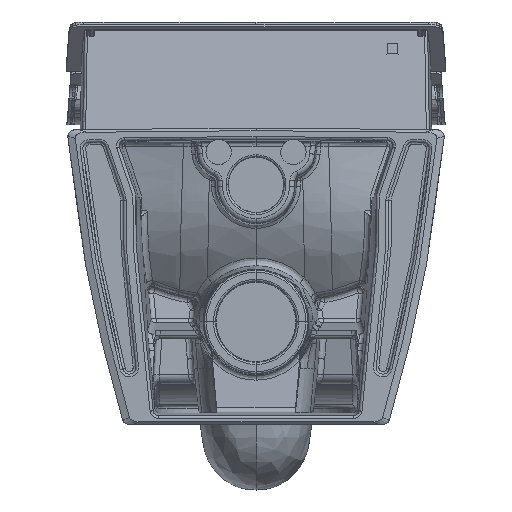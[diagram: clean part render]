
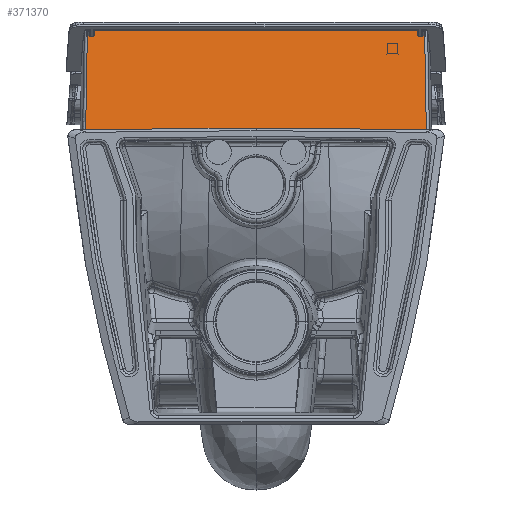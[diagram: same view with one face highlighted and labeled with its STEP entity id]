
A CAD part, left-side view. The second image highlights one B-rep face of the part: STEP entity #371370.
In plain terms, the highlighted face is planar.
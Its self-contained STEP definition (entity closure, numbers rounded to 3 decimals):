
#316096=CARTESIAN_POINT('',(105.207,159.2,67.218));
#316097=VERTEX_POINT('',#316096);
#316113=CARTESIAN_POINT('',(105.207,-159.2,67.218));
#316114=VERTEX_POINT('',#316113);
#316122=CARTESIAN_POINT('',(105.207,159.2,67.218));
#316123=DIRECTION('',(0.0,-1.0,0.0));
#316124=VECTOR('',#316123,318.4);
#316125=LINE('',#316122,#316124);
#316126=EDGE_CURVE('',#316114,#316097,#316125,.F.);
#321143=CARTESIAN_POINT('',(121.391,-167.707,-31.02));
#321144=VERTEX_POINT('',#321143);
#321145=CARTESIAN_POINT('',(106.201,-166.121,61.182));
#321146=VERTEX_POINT('',#321145);
#321147=CARTESIAN_POINT('',(121.391,-167.707,-31.02));
#321148=CARTESIAN_POINT('',(116.328,-167.178,-0.286));
#321149=CARTESIAN_POINT('',(111.265,-166.649,30.448));
#321150=CARTESIAN_POINT('',(106.201,-166.121,61.182));
#321151=B_SPLINE_CURVE_WITH_KNOTS('',3,(#321147,#321148,#321149,#321150),.UNSPECIFIED.,.F.,.U.,(4,4),(27.843,121.301),.UNSPECIFIED.);
#321152=EDGE_CURVE('',#321144,#321146,#321151,.T.);
#324537=CARTESIAN_POINT('',(121.391,167.707,-31.02));
#324538=VERTEX_POINT('',#324537);
#324552=CARTESIAN_POINT('',(121.391,167.707,-31.02));
#324553=DIRECTION('',(0.,-1.0,0.0));
#324554=VECTOR('',#324553,335.415);
#324555=LINE('',#324552,#324554);
#324556=EDGE_CURVE('',#324538,#321144,#324555,.T.);
#326839=CARTESIAN_POINT('',(106.201,166.121,61.182));
#326840=VERTEX_POINT('',#326839);
#326996=CARTESIAN_POINT('',(106.224,165.5,61.044));
#326997=VERTEX_POINT('',#326996);
#327007=CARTESIAN_POINT('',(105.97,165.5,62.585));
#327008=DIRECTION('',(-0.987,0.,-0.163));
#327009=DIRECTION('',(0.163,-0.003,-0.987));
#327010=AXIS2_PLACEMENT_3D('',#327007,#327008,#327009);
#327011=ELLIPSE('',#327010,1.562,1.499);
#327012=EDGE_CURVE('',#326997,#326840,#327011,.F.);
#332938=CARTESIAN_POINT('',(106.224,160.7,61.044));
#332939=VERTEX_POINT('',#332938);
#332948=CARTESIAN_POINT('',(106.224,165.5,61.044));
#332949=DIRECTION('',(0.0,-1.0,0.0));
#332950=VECTOR('',#332949,4.8);
#332951=LINE('',#332948,#332950);
#332952=EDGE_CURVE('',#332939,#326997,#332951,.F.);
#346836=CARTESIAN_POINT('',(105.97,159.2,62.587));
#346837=VERTEX_POINT('',#346836);
#346838=CARTESIAN_POINT('',(105.97,159.2,62.587));
#346839=DIRECTION('',(-0.163,0.0,0.987));
#346840=VECTOR('',#346839,4.693);
#346841=LINE('',#346838,#346840);
#346842=EDGE_CURVE('',#316097,#346837,#346841,.F.);
#346869=CARTESIAN_POINT('',(106.224,-165.5,61.044));
#346870=VERTEX_POINT('',#346869);
#346879=CARTESIAN_POINT('',(106.224,-160.7,61.044));
#346880=VERTEX_POINT('',#346879);
#346881=CARTESIAN_POINT('',(106.224,-160.7,61.044));
#346882=DIRECTION('',(0.0,-1.0,0.0));
#346883=VECTOR('',#346882,4.8);
#346884=LINE('',#346881,#346883);
#346885=EDGE_CURVE('',#346870,#346880,#346884,.F.);
#346979=CARTESIAN_POINT('',(105.97,-159.2,62.587));
#346980=VERTEX_POINT('',#346979);
#347002=CARTESIAN_POINT('',(105.97,-159.2,62.587));
#347003=CARTESIAN_POINT('',(106.011,-159.2,62.336));
#347004=CARTESIAN_POINT('',(106.052,-159.249,62.086));
#347005=CARTESIAN_POINT('',(106.092,-159.348,61.847));
#347006=CARTESIAN_POINT('',(106.158,-159.622,61.446));
#347007=CARTESIAN_POINT('',(106.202,-160.03,61.177));
#347008=CARTESIAN_POINT('',(106.217,-160.245,61.088));
#347009=CARTESIAN_POINT('',(106.224,-160.473,61.044));
#347010=CARTESIAN_POINT('',(106.224,-160.7,61.044));
#347011=B_SPLINE_CURVE_WITH_KNOTS('',5,(#347002,#347003,#347004,#347005,#347006,#347007,#347008,#347009,#347010),.UNSPECIFIED.,.F.,.U.,(6,3,6),(5.832,6.844,7.737),.UNSPECIFIED.);
#347012=EDGE_CURVE('',#346880,#346980,#347011,.F.);
#362506=CARTESIAN_POINT('',(105.207,-159.2,67.218));
#362507=DIRECTION('',(0.163,0.0,-0.987));
#362508=VECTOR('',#362507,4.693);
#362509=LINE('',#362506,#362508);
#362510=EDGE_CURVE('',#346980,#316114,#362509,.F.);
#366977=CARTESIAN_POINT('',(106.224,160.7,61.044));
#366978=CARTESIAN_POINT('',(106.224,160.42,61.044));
#366979=CARTESIAN_POINT('',(106.213,160.14,61.111));
#366980=CARTESIAN_POINT('',(106.191,159.884,61.245));
#366981=CARTESIAN_POINT('',(106.138,159.513,61.567));
#366982=CARTESIAN_POINT('',(106.067,159.294,61.995));
#366983=CARTESIAN_POINT('',(106.036,159.231,62.188));
#366984=CARTESIAN_POINT('',(106.003,159.2,62.388));
#366985=CARTESIAN_POINT('',(105.97,159.2,62.587));
#366986=B_SPLINE_CURVE_WITH_KNOTS('',5,(#366977,#366978,#366979,#366980,#366981,#366982,#366983,#366984,#366985),.UNSPECIFIED.,.F.,.U.,(6,3,6),(2.916,4.017,4.823),.UNSPECIFIED.);
#366987=EDGE_CURVE('',#346837,#332939,#366986,.F.);
#370917=CARTESIAN_POINT('',(105.972,-165.503,62.572));
#370918=DIRECTION('',(-0.987,0.,-0.163));
#370919=DIRECTION('',(0.162,0.028,-0.986));
#370920=AXIS2_PLACEMENT_3D('',#370917,#370918,#370919);
#370921=ELLIPSE('',#370920,1.549,1.492);
#370922=EDGE_CURVE('',#321146,#346870,#370921,.F.);
#371346=CARTESIAN_POINT('',(121.717,0.,-32.998));
#371347=DIRECTION('',(-0.987,0.,-0.163));
#371348=DIRECTION('',(-0.163,0.0,0.987));
#371349=AXIS2_PLACEMENT_3D('',#371346,#371347,#371348);
#371350=PLANE('',#371349);
#371351=ORIENTED_EDGE('',*,*,#366987,.F.);
#371352=ORIENTED_EDGE('',*,*,#346842,.F.);
#371353=ORIENTED_EDGE('',*,*,#316126,.F.);
#371354=ORIENTED_EDGE('',*,*,#362510,.F.);
#371355=ORIENTED_EDGE('',*,*,#347012,.F.);
#371356=ORIENTED_EDGE('',*,*,#346885,.F.);
#371357=ORIENTED_EDGE('',*,*,#370922,.F.);
#371358=ORIENTED_EDGE('',*,*,#321152,.F.);
#371359=ORIENTED_EDGE('',*,*,#324556,.F.);
#371360=CARTESIAN_POINT('',(106.201,166.121,61.182));
#371361=DIRECTION('',(0.163,0.017,-0.987));
#371362=VECTOR('',#371361,93.459);
#371363=LINE('',#371360,#371362);
#371364=EDGE_CURVE('',#326840,#324538,#371363,.T.);
#371365=ORIENTED_EDGE('',*,*,#371364,.F.);
#371366=ORIENTED_EDGE('',*,*,#327012,.F.);
#371367=ORIENTED_EDGE('',*,*,#332952,.F.);
#371368=EDGE_LOOP('',(#371351,#371352,#371353,#371354,#371355,#371356,#371357,#371358,#371359,#371365,#371366,#371367));
#371369=FACE_OUTER_BOUND('',#371368,.T.);
#371370=ADVANCED_FACE('',(#371369),#371350,.F.);
